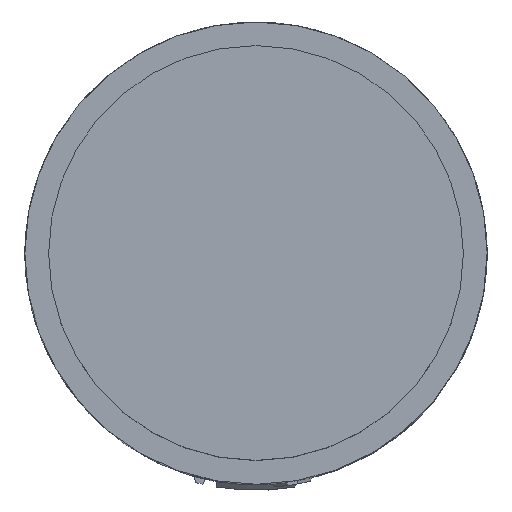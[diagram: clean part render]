
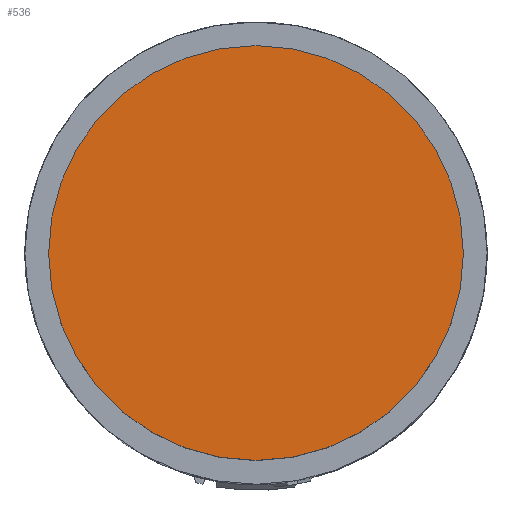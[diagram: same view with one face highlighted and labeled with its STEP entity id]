
A CAD part, top view. The second image highlights one B-rep face of the part: STEP entity #536.
In plain terms, the highlighted planar face has unit normal (0, 0, 1).
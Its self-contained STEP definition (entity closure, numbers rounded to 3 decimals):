
#112=PLANE('',#2005);
#536=ADVANCED_FACE('',(#655),#112,.T.);
#655=FACE_OUTER_BOUND('',#767,.T.);
#767=EDGE_LOOP('',(#1322));
#1322=ORIENTED_EDGE('',*,*,#1763,.T.);
#1503=VERTEX_POINT('',#3158);
#1763=EDGE_CURVE('',#1503,#1503,#1828,.T.);
#1828=CIRCLE('',#2003,31.4);
#2003=AXIS2_PLACEMENT_3D('',#3157,#2492,#2493);
#2005=AXIS2_PLACEMENT_3D('',#3160,#2496,#2497);
#2492=DIRECTION('',(0.,0.,1.));
#2493=DIRECTION('',(1.,0.,0.));
#2496=DIRECTION('',(0.,0.,1.));
#2497=DIRECTION('',(1.,0.,0.));
#3157=CARTESIAN_POINT('',(0.082,0.388,70.85));
#3158=CARTESIAN_POINT('',(31.482,0.388,70.85));
#3160=CARTESIAN_POINT('',(0.082,0.388,70.85));
